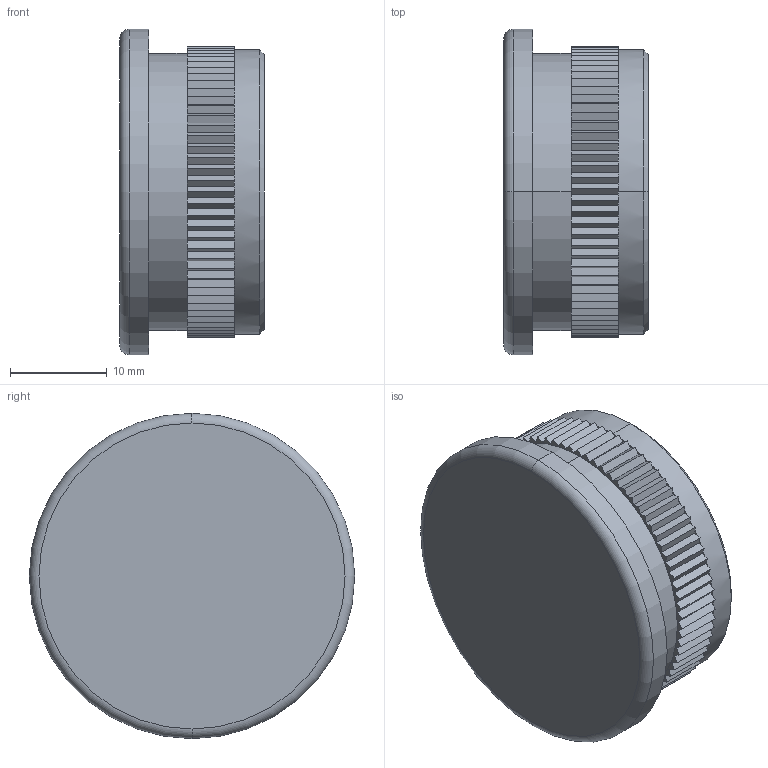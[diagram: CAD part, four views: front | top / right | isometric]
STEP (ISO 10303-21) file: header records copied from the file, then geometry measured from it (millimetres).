
FILE_DESCRIPTION (( 'STEP AP203' ), '1' );
FILE_NAME ('A_5732-233.STEP', '2021-06-09T07:48:18', ( '' ), ( '' ), 'SwSTEP 2.0', 'SolidWorks 2019', '' );
FILE_SCHEMA (( 'CONFIG_CONTROL_DESIGN' ));
Length unit declared in the file: millimetre
Products named in the file (1): A_5732-233
Bounding box: 15 x 33.7 x 33.7 mm (x, y, z)
Volume: 4685.2 mm3; surface area: 4492.3 mm2
Topology: 1 solids, 1 shells, 408 faces, 998 edges, 595 vertices
Faces by surface type: plane 333, cylinder 38, torus 19, bspline 16, cone 2
Entity records: 12229 total; most frequent: CARTESIAN_POINT 2562, DIRECTION 2018, ORIENTED_EDGE 1996, EDGE_CURVE 998, LINE 700, VECTOR 700, AXIS2_PLACEMENT_3D 659, VERTEX_POINT 595
